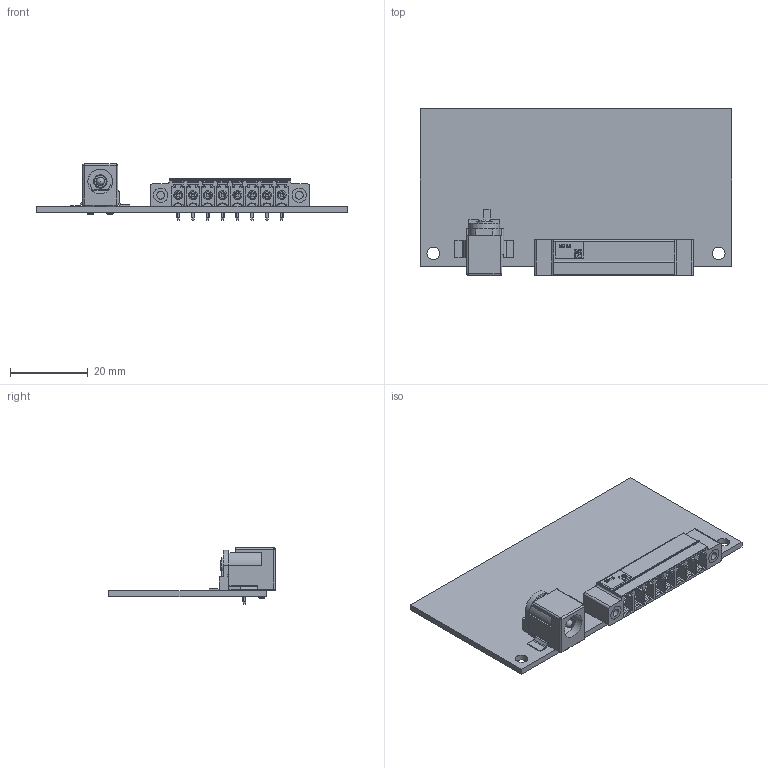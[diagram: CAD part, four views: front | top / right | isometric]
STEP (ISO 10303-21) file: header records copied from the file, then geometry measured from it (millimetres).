
FILE_DESCRIPTION(('Open CASCADE Model'),'2;1');
FILE_NAME('Open CASCADE Shape Model','2025-09-03T12:01:10',('Author'),( 'Open CASCADE'),'Open CASCADE STEP processor 7.5','Open CASCADE 7.5' ,'Unknown');
FILE_SCHEMA(('AUTOMOTIVE_DESIGN { 1 0 10303 214 1 1 1 1 }'));
Length unit declared in the file: millimetre
Products named in the file (18): Open CASCADE STEP translator 7.5 10; Open CASCADE STEP translator 7.5 11; Open CASCADE STEP translator 7.5 12; Open CASCADE STEP translator 7.5 13; Open CASCADE STEP translator 7.5 14; Open CASCADE STEP translator 7.5 15; Open CASCADE STEP translator 7.5 16; Open CASCADE STEP translator 7.5 17; Open CASCADE STEP translator 7.5 18; Open CASCADE STEP translator 7.5 19; Open CASCADE STEP translator 7.5 20; Open CASCADE STEP translator 7.5 21; Open CASCADE STEP translator 7.5 22; Open CASCADE STEP translator 7.5 23; Open CASCADE STEP translator 7.5 24; Open CASCADE STEP translator 7.5 25; Open CASCADE STEP translator 7.5 26; Open CASCADE STEP translator 7.5 27
Bounding box: 80.26 x 42.94 x 14.45 mm (x, y, z)
Volume: 7410.5 mm3; surface area: 12500.3 mm2
Topology: 18 solids, 18 shells, 1184 faces, 3243 edges, 2116 vertices
Faces by surface type: plane 796, cylinder 267, cone 42, torus 39, sphere 20, bspline 19, revolution 1
Full cylindrical faces by diameter (mm): 1.2 x8, 1.6 x2, 1.8 x3, 2 x5, 2.4 x2, 3.2 x1, 3.252 x2, 3.5 x1, 6.4 x1
Entity records: 65764 total; most frequent: CARTESIAN_POINT 10767, ORIENTED_EDGE 6446, DIRECTION 5943, PRESENTATION_STYLE_ASSIGNMENT 3531, SURFACE_STYLE_USAGE 3531, SURFACE_SIDE_STYLE 3531, SURFACE_STYLE_FILL_AREA 3531, FILL_AREA_STYLE 3531
